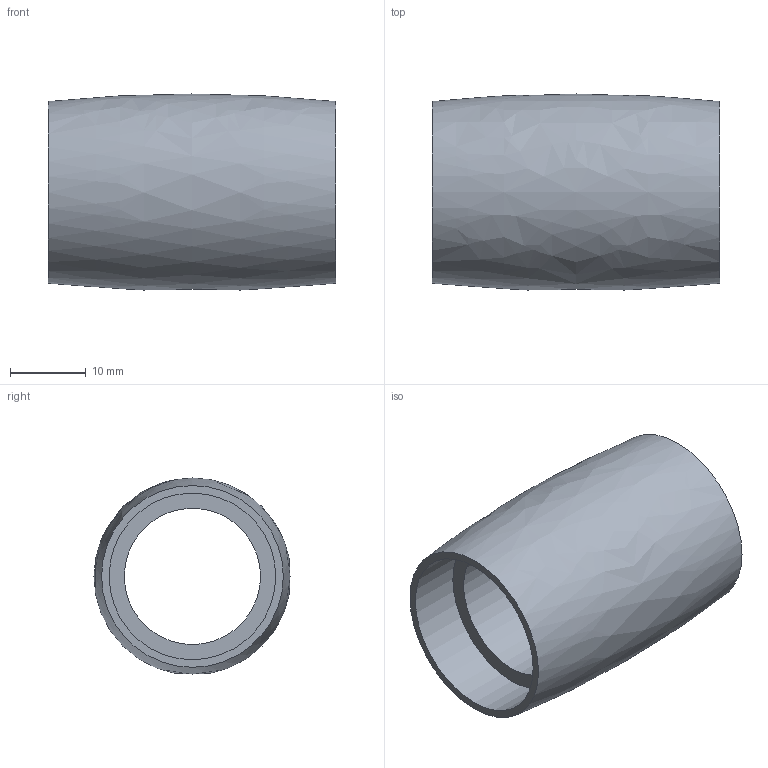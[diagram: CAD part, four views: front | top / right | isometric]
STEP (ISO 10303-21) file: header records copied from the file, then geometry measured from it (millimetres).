
FILE_DESCRIPTION(/* description */ (''),/* implementation_level */ '2;1');
FILE_NAME(/* name */ 'deflection_roll.step',/* time_stamp */ '2020-10-14T08:12:04+02:00',/* author */ (''),/* organization */ (''),/* preprocessor_version */ 'ST-DEVELOPER v18.1',/* originating_system */ 'Autodesk Translation Framework v9.3.0.1241',/* authorisation */ '');
FILE_SCHEMA (('AUTOMOTIVE_DESIGN { 1 0 10303 214 3 1 1 }'));
Length unit declared in the file: millimetre
Products named in the file (1): Rolle
Bounding box: 38 x 25.89 x 25.89 mm (x, y, z)
Volume: 7732.4 mm3; surface area: 5749.7 mm2
Topology: 1 solids, 1 shells, 8 faces, 12 edges, 8 vertices
Faces by surface type: plane 4, cylinder 3, bspline 1
Full cylindrical faces by diameter (mm): 18 x1, 22 x2
Entity records: 244 total; most frequent: CARTESIAN_POINT 55, DIRECTION 37, ORIENTED_EDGE 24, AXIS2_PLACEMENT_3D 17, EDGE_LOOP 12, EDGE_CURVE 12, CIRCLE 9, FACE_OUTER_BOUND 8
